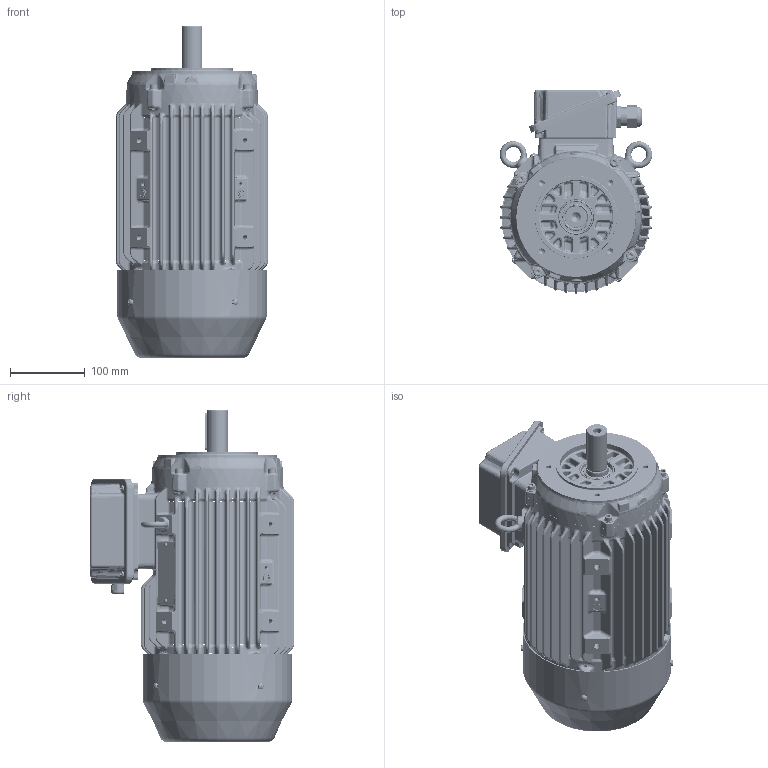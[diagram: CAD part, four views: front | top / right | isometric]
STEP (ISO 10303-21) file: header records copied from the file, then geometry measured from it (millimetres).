
FILE_DESCRIPTION(/* description */ (''),/* implementation_level */ '2;1');
FILE_NAME(/* name */ '6521640xx.stp',/* time_stamp */ '2020-12-09T16:25:26+03:00',/* author */ (''),/* organization */ (''),/* preprocessor_version */ 'ST-DEVELOPER v16',/* originating_system */ 'SIEMENS PLM Software NX 11.0',/* authorisation */ '');
FILE_SCHEMA (('AUTOMOTIVE_DESIGN { 1 0 10303 214 3 1 1 1 }'));
Products named in the file (1): 260051B46F5629wg
Bounding box: 204.96 x 272.96 x 445 mm (x, y, z)
Surface area: 669413.2 mm2 (no closed solid volume)
Topology: 0 solids, 101 shells, 4431 faces, 12622 edges, 7726 vertices
Faces by surface type: bspline 1675, cylinder 1043, plane 861, torus 416, cone 280, sphere 156
Full cylindrical faces by diameter (mm): 4.2 x2, 5 x8, 6.5 x1, 6.8 x10, 8 x4, 8.5 x1, 8.65 x4, 10 x9, 10.5 x1, 12 x6, 16 x1, 17.2 x2, 18 x1, 20 x2, 23.6 x1, 24.2 x1, 25.25 x2, 27.336 x1, 27.7 x2, 28 x1, 30 x1, 43.4 x1, 43.6 x1, 46 x1, 110 x1, 177 x1, 197 x1, 200 x1
Entity records: 177152 total; most frequent: CARTESIAN_POINT 75662, ORIENTED_EDGE 21142, DIRECTION 18819, EDGE_CURVE 12152, AXIS2_PLACEMENT_3D 7754, VERTEX_POINT 7684, EDGE_LOOP 4836, CIRCLE 4443
